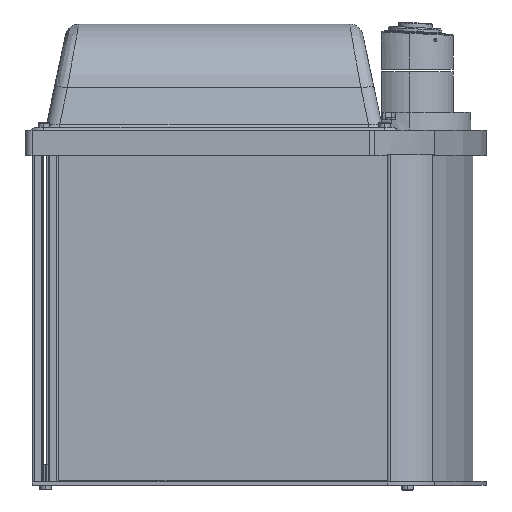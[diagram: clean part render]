
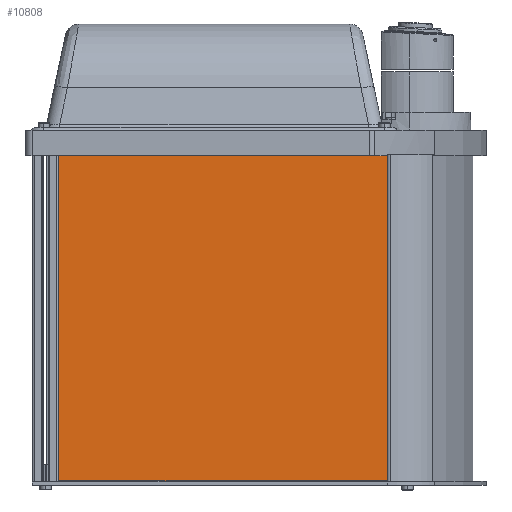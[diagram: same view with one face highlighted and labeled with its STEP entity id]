
A CAD part, left-side view. The second image highlights one B-rep face of the part: STEP entity #10808.
In plain terms, the highlighted planar face has unit normal (-1, 0, 0).
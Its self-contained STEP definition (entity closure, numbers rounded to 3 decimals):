
#382 = VECTOR ( 'NONE', #12478, 1000. ) ;
#561 = CARTESIAN_POINT ( 'NONE',  ( -156.672, 267.075, -22.551 ) ) ;
#940 = EDGE_CURVE ( 'NONE', #11500, #14960, #6852, .T. ) ;
#1235 = EDGE_LOOP ( 'NONE', ( #9536, #6523, #14709, #2778 ) ) ;
#1380 = CARTESIAN_POINT ( 'NONE',  ( -156.672, 267.075, -22.551 ) ) ;
#1472 = FACE_OUTER_BOUND ( 'NONE', #1235, .T. ) ;
#1815 = CARTESIAN_POINT ( 'NONE',  ( -156.672, 11.575, 221.449 ) ) ;
#2778 = ORIENTED_EDGE ( 'NONE', *, *, #3904, .T. ) ;
#3904 = EDGE_CURVE ( 'NONE', #8135, #3957, #6718, .T. ) ;
#3957 = VERTEX_POINT ( 'NONE', #7463 ) ;
#6523 = ORIENTED_EDGE ( 'NONE', *, *, #940, .F. ) ;
#6718 = LINE ( 'NONE', #12267, #382 ) ;
#6852 = LINE ( 'NONE', #18211, #18021 ) ;
#7463 = CARTESIAN_POINT ( 'NONE',  ( -156.672, 11.575, -22.551 ) ) ;
#8135 = VERTEX_POINT ( 'NONE', #19817 ) ;
#9536 = ORIENTED_EDGE ( 'NONE', *, *, #20738, .T. ) ;
#9980 = PLANE ( 'NONE',  #10274 ) ;
#10132 = DIRECTION ( 'NONE',  ( 0., -1., 0. ) ) ;
#10274 = AXIS2_PLACEMENT_3D ( 'NONE', #561, #16776, #13441 ) ;
#10808 = ADVANCED_FACE ( 'NONE', ( #1472 ), #9980, .F. ) ;
#11016 = DIRECTION ( 'NONE',  ( 0., 0., 1. ) ) ;
#11500 = VERTEX_POINT ( 'NONE', #19945 ) ;
#12267 = CARTESIAN_POINT ( 'NONE',  ( -156.672, 267.075, -22.551 ) ) ;
#12478 = DIRECTION ( 'NONE',  ( 0., -1., 0. ) ) ;
#13221 = VECTOR ( 'NONE', #17323, 1000. ) ;
#13441 = DIRECTION ( 'NONE',  ( 0., 0., -1. ) ) ;
#14235 = LINE ( 'NONE', #1380, #13221 ) ;
#14709 = ORIENTED_EDGE ( 'NONE', *, *, #16861, .F. ) ;
#14960 = VERTEX_POINT ( 'NONE', #1815 ) ;
#16621 = VECTOR ( 'NONE', #11016, 1000. ) ;
#16776 = DIRECTION ( 'NONE',  ( 1., 0., 0. ) ) ;
#16861 = EDGE_CURVE ( 'NONE', #8135, #11500, #14235, .T. ) ;
#17323 = DIRECTION ( 'NONE',  ( 0., 0., 1. ) ) ;
#17556 = CARTESIAN_POINT ( 'NONE',  ( -156.672, 11.575, -22.551 ) ) ;
#18021 = VECTOR ( 'NONE', #10132, 1000. ) ;
#18211 = CARTESIAN_POINT ( 'NONE',  ( -156.672, 267.075, 221.449 ) ) ;
#19817 = CARTESIAN_POINT ( 'NONE',  ( -156.672, 267.075, -22.551 ) ) ;
#19945 = CARTESIAN_POINT ( 'NONE',  ( -156.672, 267.075, 221.449 ) ) ;
#20738 = EDGE_CURVE ( 'NONE', #3957, #14960, #20920, .T. ) ;
#20920 = LINE ( 'NONE', #17556, #16621 ) ;
